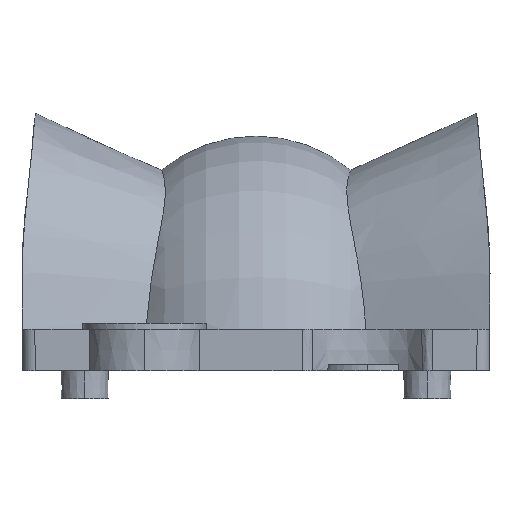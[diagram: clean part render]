
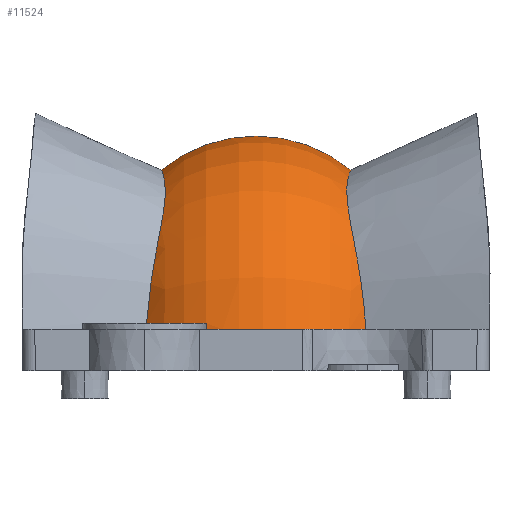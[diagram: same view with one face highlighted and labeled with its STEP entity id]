
A CAD part, left-side view. The second image highlights one B-rep face of the part: STEP entity #11524.
In plain terms, the highlighted toroidal (fillet/blend) face has major radius 4.137 mm and minor radius 7.231 mm.
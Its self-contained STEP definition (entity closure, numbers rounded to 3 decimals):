
#207 = CARTESIAN_POINT ( 'NONE',  ( 0., 0., 0. ) ) ;
#964 = EDGE_CURVE ( 'NONE', #11273, #14955, #3831, .T. ) ;
#1006 = B_SPLINE_CURVE_WITH_KNOTS ( 'NONE', 3,
 ( #9605, #1254, #14405, #6134, #11347, #12769, #4503, #11132 ),
 .UNSPECIFIED., .F., .F.,
 ( 4, 2, 2, 4 ),
 ( 0.006, 0.007, 0.007, 0.009 ),
 .UNSPECIFIED. ) ;
#1171 = CARTESIAN_POINT ( 'NONE',  ( -0.541, -4.598, 9.719 ) ) ;
#1254 = CARTESIAN_POINT ( 'NONE',  ( -8.976, 5.106, 2.3 ) ) ;
#1283 = CARTESIAN_POINT ( 'NONE',  ( -5.215, -4.403, 8.402 ) ) ;
#1548 = CARTESIAN_POINT ( 'NONE',  ( -6.335, 4.525, 7.453 ) ) ;
#1661 = CARTESIAN_POINT ( 'NONE',  ( -4.163, 4.401, 8.97 ) ) ;
#1835 = DIRECTION ( 'NONE',  ( 0., 0., 1. ) ) ;
#2051 = CARTESIAN_POINT ( 'NONE',  ( -11.19, -0.374, 2. ) ) ;
#2698 = CARTESIAN_POINT ( 'NONE',  ( -5.657, -4.429, 8.086 ) ) ;
#3125 = CARTESIAN_POINT ( 'NONE',  ( -1.08, -4.578, 9.69 ) ) ;
#3405 = CARTESIAN_POINT ( 'NONE',  ( -3.668, 4.424, 9.165 ) ) ;
#3559 = CARTESIAN_POINT ( 'NONE',  ( -10.775, 2.4, 2. ) ) ;
#3784 = CARTESIAN_POINT ( 'NONE',  ( -11.119, -1.072, 2. ) ) ;
#3831 = B_SPLINE_CURVE_WITH_KNOTS ( 'NONE', 3,
 ( #3559, #10071, #13133, #13017 ),
 .UNSPECIFIED., .F., .F.,
 ( 4, 4 ),
 ( 0., 0. ),
 .UNSPECIFIED. ) ;
#4037 = ORIENTED_EDGE ( 'NONE', *, *, #964, .F. ) ;
#4233 = AXIS2_PLACEMENT_3D ( 'NONE', #207, #18903, #1835 ) ;
#4319 = CARTESIAN_POINT ( 'NONE',  ( -4.253, -4.4, 8.93 ) ) ;
#4503 = CARTESIAN_POINT ( 'NONE',  ( -10.514, 2.957, 2.3 ) ) ;
#4573 = AXIS2_PLACEMENT_3D ( 'NONE', #19737, #16593, #17791 ) ;
#4644 = CARTESIAN_POINT ( 'NONE',  ( -8.346, -5.128, 4.11 ) ) ;
#4748 = CARTESIAN_POINT ( 'NONE',  ( -7.414, -4.787, 6.055 ) ) ;
#4912 = CARTESIAN_POINT ( 'NONE',  ( -0.53, 4.596, 9.72 ) ) ;
#5131 = CARTESIAN_POINT ( 'NONE',  ( -7.571, 4.841, 5.76 ) ) ;
#5237 = CARTESIAN_POINT ( 'NONE',  ( -7.16, 4.714, 6.432 ) ) ;
#6134 = CARTESIAN_POINT ( 'NONE',  ( -9.57, 4.453, 2.3 ) ) ;
#6436 = CARTESIAN_POINT ( 'NONE',  ( -6.146, 4.494, 7.642 ) ) ;
#6503 = CARTESIAN_POINT ( 'NONE',  ( -8.807, -5.324, 2. ) ) ;
#6608 = CARTESIAN_POINT ( 'NONE',  ( -9.312, -4.836, 2. ) ) ;
#6691 = CARTESIAN_POINT ( 'NONE',  ( -8.755, 5.304, 2.3 ) ) ;
#6717 = CARTESIAN_POINT ( 'NONE',  ( -10.337, -3.401, 2. ) ) ;
#7143 = CARTESIAN_POINT ( 'NONE',  ( -11.013, 1.733, 2. ) ) ;
#7250 = CARTESIAN_POINT ( 'NONE',  ( 0., -4.597, 9.719 ) ) ;
#7904 = CARTESIAN_POINT ( 'NONE',  ( -2.694, -4.483, 9.45 ) ) ;
#8009 = CARTESIAN_POINT ( 'NONE',  ( -6.253, -4.513, 7.535 ) ) ;
#8065 = CARTESIAN_POINT ( 'NONE',  ( -6.852, 4.634, 6.856 ) ) ;
#8170 = CARTESIAN_POINT ( 'NONE',  ( -7.695, 4.884, 5.526 ) ) ;
#8278 = CARTESIAN_POINT ( 'NONE',  ( 0., 4.596, 9.721 ) ) ;
#8470 = VERTEX_POINT ( 'NONE', #6691 ) ;
#9523 = CARTESIAN_POINT ( 'NONE',  ( 0., -4.597, 9.719 ) ) ;
#9605 = CARTESIAN_POINT ( 'NONE',  ( -8.755, 5.304, 2.3 ) ) ;
#9777 = TOROIDAL_SURFACE ( 'NONE', #4233, 4.137, 7.231 ) ;
#9904 = CARTESIAN_POINT ( 'NONE',  ( -5.101, 4.398, 8.475 ) ) ;
#9962 = CARTESIAN_POINT ( 'NONE',  ( 0., 4.596, 9.721 ) ) ;
#10071 = CARTESIAN_POINT ( 'NONE',  ( -10.755, 2.402, 2.1 ) ) ;
#10265 = ORIENTED_EDGE ( 'NONE', *, *, #12426, .T. ) ;
#10403 = CARTESIAN_POINT ( 'NONE',  ( -10.769, -2.441, 2. ) ) ;
#11056 = CARTESIAN_POINT ( 'NONE',  ( -8.807, -5.324, 2. ) ) ;
#11132 = CARTESIAN_POINT ( 'NONE',  ( -10.713, 2.405, 2.3 ) ) ;
#11191 = EDGE_CURVE ( 'NONE', #11407, #11273, #15959, .T. ) ;
#11231 = VERTEX_POINT ( 'NONE', #7250 ) ;
#11273 = VERTEX_POINT ( 'NONE', #15422 ) ;
#11347 = CARTESIAN_POINT ( 'NONE',  ( -9.748, 4.221, 2.3 ) ) ;
#11407 = VERTEX_POINT ( 'NONE', #12042 ) ;
#11524 = ADVANCED_FACE ( 'NONE', ( #15099 ), #9777, .T. ) ;
#11640 = CARTESIAN_POINT ( 'NONE',  ( -10.713, 2.405, 2.3 ) ) ;
#11762 = CARTESIAN_POINT ( 'NONE',  ( -5.548, 4.419, 8.171 ) ) ;
#11985 = ORIENTED_EDGE ( 'NONE', *, *, #18863, .T. ) ;
#12042 = CARTESIAN_POINT ( 'NONE',  ( -8.807, -5.324, 2. ) ) ;
#12426 = EDGE_CURVE ( 'NONE', #11231, #20812, #12559, .T. ) ;
#12559 = CIRCLE ( 'NONE', #4573, 7.231 ) ;
#12690 = CARTESIAN_POINT ( 'NONE',  ( -3.743, -4.422, 9.137 ) ) ;
#12769 = CARTESIAN_POINT ( 'NONE',  ( -10.241, 3.492, 2.3 ) ) ;
#12905 = CARTESIAN_POINT ( 'NONE',  ( -6.794, -4.621, 6.927 ) ) ;
#13017 = CARTESIAN_POINT ( 'NONE',  ( -10.713, 2.405, 2.3 ) ) ;
#13075 = CARTESIAN_POINT ( 'NONE',  ( -2.12, 4.521, 9.564 ) ) ;
#13133 = CARTESIAN_POINT ( 'NONE',  ( -10.735, 2.403, 2.2 ) ) ;
#13149 = CARTESIAN_POINT ( 'NONE',  ( -9.068, -5.089, 2. ) ) ;
#13190 = CARTESIAN_POINT ( 'NONE',  ( -1.06, 4.577, 9.693 ) ) ;
#13292 = EDGE_CURVE ( 'NONE', #11231, #11407, #20141, .T. ) ;
#13512 = CARTESIAN_POINT ( 'NONE',  ( -8.562, 5.232, 3.342 ) ) ;
#14222 = CARTESIAN_POINT ( 'NONE',  ( -8.629, -5.265, 3.074 ) ) ;
#14280 = ORIENTED_EDGE ( 'NONE', *, *, #11191, .F. ) ;
#14405 = CARTESIAN_POINT ( 'NONE',  ( -9.184, 4.895, 2.3 ) ) ;
#14531 = EDGE_LOOP ( 'NONE', ( #15279, #10265, #15118, #11985, #4037, #14280 ) ) ;
#14545 = CARTESIAN_POINT ( 'NONE',  ( -6.957, -4.662, 6.715 ) ) ;
#14648 = CARTESIAN_POINT ( 'NONE',  ( -6.442, -4.547, 7.338 ) ) ;
#14705 = CARTESIAN_POINT ( 'NONE',  ( -6.688, 4.595, 7.06 ) ) ;
#14750 = B_SPLINE_CURVE_WITH_KNOTS ( 'NONE', 3,
 ( #16466, #13512, #20159, #8170, #5131, #16687, #5237, #8065, #14705, #1548, #6436, #11762, #9904, #1661, #3405, #21469, #13075, #13190, #4912, #8278 ),
 .UNSPECIFIED., .F., .F.,
 ( 4, 2, 2, 2, 2, 2, 2, 2, 2, 4 ),
 ( 0., 0.004, 0.004, 0.005, 0.006, 0.007, 0.008, 0.01, 0.011, 0.013 ),
 .UNSPECIFIED. ) ;
#14955 = VERTEX_POINT ( 'NONE', #11640 ) ;
#15099 = FACE_OUTER_BOUND ( 'NONE', #14531, .T. ) ;
#15118 = ORIENTED_EDGE ( 'NONE', *, *, #19834, .F. ) ;
#15279 = ORIENTED_EDGE ( 'NONE', *, *, #13292, .F. ) ;
#15422 = CARTESIAN_POINT ( 'NONE',  ( -10.775, 2.4, 2. ) ) ;
#15959 = B_SPLINE_CURVE_WITH_KNOTS ( 'NONE', 3,
 ( #6503, #13149, #6608, #21536, #19790, #6717, #20013, #10403, #18695, #18797, #3784, #2051, #16861, #17077, #7143, #17181 ),
 .UNSPECIFIED., .F., .F.,
 ( 4, 2, 2, 2, 2, 2, 2, 4 ),
 ( 0.001, 0.002, 0.003, 0.004, 0.005, 0.006, 0.007, 0.009 ),
 .UNSPECIFIED. ) ;
#16193 = CARTESIAN_POINT ( 'NONE',  ( -2.155, -4.52, 9.557 ) ) ;
#16466 = CARTESIAN_POINT ( 'NONE',  ( -8.755, 5.304, 2.3 ) ) ;
#16593 = DIRECTION ( 'NONE',  ( -1., 0., 0. ) ) ;
#16687 = CARTESIAN_POINT ( 'NONE',  ( -7.303, 4.756, 6.213 ) ) ;
#16861 = CARTESIAN_POINT ( 'NONE',  ( -11.2, -0.019, 2. ) ) ;
#17077 = CARTESIAN_POINT ( 'NONE',  ( -11.15, 1.044, 2. ) ) ;
#17181 = CARTESIAN_POINT ( 'NONE',  ( -10.775, 2.4, 2. ) ) ;
#17791 = DIRECTION ( 'NONE',  ( 0., 0., 1. ) ) ;
#18695 = CARTESIAN_POINT ( 'NONE',  ( -10.883, -2.101, 2. ) ) ;
#18797 = CARTESIAN_POINT ( 'NONE',  ( -11.058, -1.417, 2. ) ) ;
#18863 = EDGE_CURVE ( 'NONE', #8470, #14955, #1006, .T. ) ;
#18903 = DIRECTION ( 'NONE',  ( 0., 1., 0. ) ) ;
#19559 = CARTESIAN_POINT ( 'NONE',  ( -7.675, -4.876, 5.588 ) ) ;
#19737 = CARTESIAN_POINT ( 'NONE',  ( 0., 0., 4.137 ) ) ;
#19790 = CARTESIAN_POINT ( 'NONE',  ( -9.972, -4.002, 2. ) ) ;
#19834 = EDGE_CURVE ( 'NONE', #8470, #20812, #14750, .T. ) ;
#20013 = CARTESIAN_POINT ( 'NONE',  ( -10.496, -3.089, 2. ) ) ;
#20141 = B_SPLINE_CURVE_WITH_KNOTS ( 'NONE', 3,
 ( #9523, #1171, #3125, #16193, #7904, #12690, #4319, #1283, #2698, #8009, #14648, #12905, #14545, #4748, #19559, #4644, #14222, #11056 ),
 .UNSPECIFIED., .F., .F.,
 ( 4, 2, 2, 2, 2, 2, 2, 2, 4 ),
 ( 0.013, 0.015, 0.016, 0.018, 0.02, 0.02, 0.021, 0.023, 0.026 ),
 .UNSPECIFIED. ) ;
#20159 = CARTESIAN_POINT ( 'NONE',  ( -8.264, 5.091, 4.343 ) ) ;
#20812 = VERTEX_POINT ( 'NONE', #9962 ) ;
#21469 = CARTESIAN_POINT ( 'NONE',  ( -2.643, 4.485, 9.462 ) ) ;
#21536 = CARTESIAN_POINT ( 'NONE',  ( -9.765, -4.293, 2. ) ) ;
